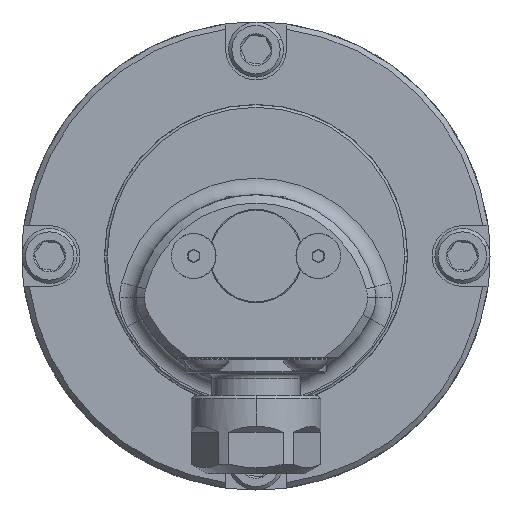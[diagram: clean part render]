
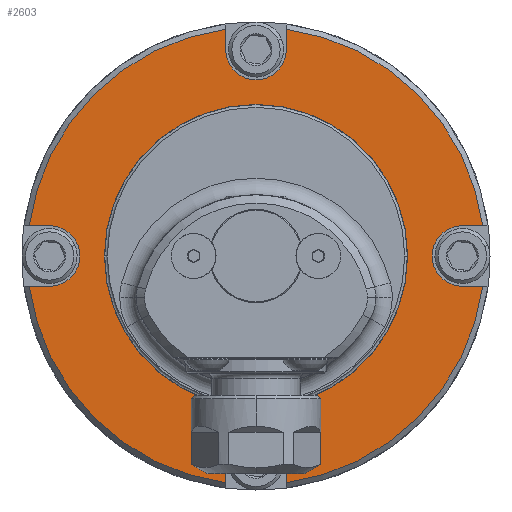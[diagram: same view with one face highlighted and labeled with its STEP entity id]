
A CAD part, front view. The second image highlights one B-rep face of the part: STEP entity #2603.
In plain terms, the highlighted planar face has unit normal (0, -1, 0).
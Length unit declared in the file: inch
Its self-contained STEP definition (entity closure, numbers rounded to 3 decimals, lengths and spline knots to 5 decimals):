
#2603=ADVANCED_FACE('',(#5323,#5324),#5325,.F.);
#5323=FACE_BOUND('',#9724,.T.);
#5324=FACE_OUTER_BOUND('',#9725,.T.);
#5325=PLANE('',#9726);
#9724=EDGE_LOOP('',(#16583,#16584));
#9725=EDGE_LOOP('',(#16585,#16586,#16587,#16588,#16589,#16590,#16591,#16592,#16593,#16594,#16595,#16596,#16597,#16598,#16599,#16600,#16601,#16602));
#9726=AXIS2_PLACEMENT_3D('',#16603,#16604,#16605);
#16583=ORIENTED_EDGE('',*,*,#20450,.F.);
#16584=ORIENTED_EDGE('',*,*,#18220,.F.);
#16585=ORIENTED_EDGE('',*,*,#20472,.F.);
#16586=ORIENTED_EDGE('',*,*,#20473,.F.);
#16587=ORIENTED_EDGE('',*,*,#20429,.T.);
#16588=ORIENTED_EDGE('',*,*,#20474,.F.);
#16589=ORIENTED_EDGE('',*,*,#20475,.F.);
#16590=ORIENTED_EDGE('',*,*,#18187,.F.);
#16591=ORIENTED_EDGE('',*,*,#20476,.F.);
#16592=ORIENTED_EDGE('',*,*,#20436,.T.);
#16593=ORIENTED_EDGE('',*,*,#20477,.F.);
#16594=ORIENTED_EDGE('',*,*,#20478,.F.);
#16595=ORIENTED_EDGE('',*,*,#20479,.F.);
#16596=ORIENTED_EDGE('',*,*,#20442,.T.);
#16597=ORIENTED_EDGE('',*,*,#20480,.F.);
#16598=ORIENTED_EDGE('',*,*,#18190,.F.);
#16599=ORIENTED_EDGE('',*,*,#20481,.F.);
#16600=ORIENTED_EDGE('',*,*,#20482,.F.);
#16601=ORIENTED_EDGE('',*,*,#20469,.T.);
#16602=ORIENTED_EDGE('',*,*,#20483,.F.);
#16603=CARTESIAN_POINT('',(0.0,-0.375,1.2975));
#16604=DIRECTION('',(0.0,1.0,0.));
#16605=DIRECTION('',(-1.0,0.0,0.0));
#18187=EDGE_CURVE('',#21244,#21240,#21246,.T.);
#18190=EDGE_CURVE('',#21248,#21251,#21252,.T.);
#18220=EDGE_CURVE('',#21301,#21297,#21303,.T.);
#20429=EDGE_CURVE('',#24436,#24437,#24438,.T.);
#20436=EDGE_CURVE('',#24447,#24448,#24449,.T.);
#20442=EDGE_CURVE('',#24455,#24456,#24457,.T.);
#20450=EDGE_CURVE('',#21297,#21301,#24465,.T.);
#20469=EDGE_CURVE('',#24491,#24489,#24492,.T.);
#20472=EDGE_CURVE('',#24495,#24496,#24497,.T.);
#20473=EDGE_CURVE('',#24436,#24495,#24498,.T.);
#20474=EDGE_CURVE('',#24499,#24437,#24500,.T.);
#20475=EDGE_CURVE('',#21240,#24499,#24501,.T.);
#20476=EDGE_CURVE('',#24447,#21244,#24502,.T.);
#20477=EDGE_CURVE('',#24503,#24448,#24504,.T.);
#20478=EDGE_CURVE('',#24505,#24503,#24506,.T.);
#20479=EDGE_CURVE('',#24455,#24505,#24507,.T.);
#20480=EDGE_CURVE('',#21251,#24456,#24508,.T.);
#20481=EDGE_CURVE('',#24509,#21248,#24510,.T.);
#20482=EDGE_CURVE('',#24491,#24509,#24511,.T.);
#20483=EDGE_CURVE('',#24496,#24489,#24512,.T.);
#21240=VERTEX_POINT('',#25641);
#21244=VERTEX_POINT('',#25646);
#21246=CIRCLE('',#25649,0.172);
#21248=VERTEX_POINT('',#25651);
#21251=VERTEX_POINT('',#25655);
#21252=CIRCLE('',#25656,0.172);
#21297=VERTEX_POINT('',#25712);
#21301=VERTEX_POINT('',#25717);
#21303=CIRCLE('',#25720,0.86);
#24436=VERTEX_POINT('',#33446);
#24437=VERTEX_POINT('',#33447);
#24438=CIRCLE('',#33448,1.2975);
#24447=VERTEX_POINT('',#33467);
#24448=VERTEX_POINT('',#33468);
#24449=CIRCLE('',#33469,1.2975);
#24455=VERTEX_POINT('',#33485);
#24456=VERTEX_POINT('',#33486);
#24457=CIRCLE('',#33487,1.2975);
#24465=CIRCLE('',#33505,0.86);
#24489=VERTEX_POINT('',#33533);
#24491=VERTEX_POINT('',#33540);
#24492=CIRCLE('',#33541,1.2975);
#24495=VERTEX_POINT('',#33549);
#24496=VERTEX_POINT('',#33550);
#24497=CIRCLE('',#33551,0.172);
#24498=LINE('',#33552,#33553);
#24499=VERTEX_POINT('',#33554);
#24500=LINE('',#33555,#33556);
#24501=CIRCLE('',#33557,0.172);
#24502=LINE('',#33558,#33559);
#24503=VERTEX_POINT('',#33560);
#24504=LINE('',#33561,#33562);
#24505=VERTEX_POINT('',#33563);
#24506=CIRCLE('',#33564,0.172);
#24507=LINE('',#33565,#33566);
#24508=LINE('',#33567,#33568);
#24509=VERTEX_POINT('',#33569);
#24510=CIRCLE('',#33570,0.172);
#24511=LINE('',#33571,#33572);
#24512=LINE('',#33573,#33574);
#25641=CARTESIAN_POINT('',(-0.999,-0.375,0.));
#25646=CARTESIAN_POINT('',(-1.171,-0.375,-0.172));
#25649=AXIS2_PLACEMENT_3D('',#34659,#34660,#34661);
#25651=CARTESIAN_POINT('',(0.999,-0.375,0.));
#25655=CARTESIAN_POINT('',(1.171,-0.375,-0.172));
#25656=AXIS2_PLACEMENT_3D('',#34663,#34664,#34665);
#25712=CARTESIAN_POINT('',(0.86,-0.375,0.));
#25717=CARTESIAN_POINT('',(-0.86,-0.375,0.));
#25720=AXIS2_PLACEMENT_3D('',#34715,#34716,#34717);
#33446=CARTESIAN_POINT('',(-0.172,-0.375,1.28605));
#33447=CARTESIAN_POINT('',(-1.28605,-0.375,0.172));
#33448=AXIS2_PLACEMENT_3D('',#37460,#37461,#37462);
#33467=CARTESIAN_POINT('',(-1.28605,-0.375,-0.172));
#33468=CARTESIAN_POINT('',(-0.172,-0.375,-1.28605));
#33469=AXIS2_PLACEMENT_3D('',#37469,#37470,#37471);
#33485=CARTESIAN_POINT('',(0.172,-0.375,-1.28605));
#33486=CARTESIAN_POINT('',(1.28605,-0.375,-0.172));
#33487=AXIS2_PLACEMENT_3D('',#37475,#37476,#37477);
#33505=AXIS2_PLACEMENT_3D('',#37484,#37485,#37486);
#33533=CARTESIAN_POINT('',(0.172,-0.375,1.28605));
#33540=CARTESIAN_POINT('',(1.28605,-0.375,0.172));
#33541=AXIS2_PLACEMENT_3D('',#37512,#37513,#37514);
#33549=CARTESIAN_POINT('',(-0.172,-0.375,1.171));
#33550=CARTESIAN_POINT('',(0.172,-0.375,1.171));
#33551=AXIS2_PLACEMENT_3D('',#37515,#37516,#37517);
#33552=CARTESIAN_POINT('',(-0.172,-0.375,1.171));
#33553=VECTOR('',#37518,39.37008);
#33554=CARTESIAN_POINT('',(-1.171,-0.375,0.172));
#33555=CARTESIAN_POINT('',(-1.171,-0.375,0.172));
#33556=VECTOR('',#37519,39.37008);
#33557=AXIS2_PLACEMENT_3D('',#37520,#37521,#37522);
#33558=CARTESIAN_POINT('',(-1.171,-0.375,-0.172));
#33559=VECTOR('',#37523,39.37008);
#33560=CARTESIAN_POINT('',(-0.172,-0.375,-1.171));
#33561=CARTESIAN_POINT('',(-0.172,-0.375,-1.171));
#33562=VECTOR('',#37524,39.37008);
#33563=CARTESIAN_POINT('',(0.172,-0.375,-1.171));
#33564=AXIS2_PLACEMENT_3D('',#37525,#37526,#37527);
#33565=CARTESIAN_POINT('',(0.172,-0.375,-1.171));
#33566=VECTOR('',#37528,39.37008);
#33567=CARTESIAN_POINT('',(1.171,-0.375,-0.172));
#33568=VECTOR('',#37529,39.37008);
#33569=CARTESIAN_POINT('',(1.171,-0.375,0.172));
#33570=AXIS2_PLACEMENT_3D('',#37530,#37531,#37532);
#33571=CARTESIAN_POINT('',(1.171,-0.375,0.172));
#33572=VECTOR('',#37533,39.37008);
#33573=CARTESIAN_POINT('',(0.172,-0.375,1.171));
#33574=VECTOR('',#37534,39.37008);
#34659=CARTESIAN_POINT('',(-1.171,-0.375,0.));
#34660=DIRECTION('',(0.0,-1.0,0.));
#34661=DIRECTION('',(1.0,0.0,0.0));
#34663=CARTESIAN_POINT('',(1.171,-0.375,0.));
#34664=DIRECTION('',(0.0,-1.0,0.));
#34665=DIRECTION('',(1.0,0.0,0.0));
#34715=CARTESIAN_POINT('',(0.0,-0.375,0.));
#34716=DIRECTION('',(0.0,-1.0,0.));
#34717=DIRECTION('',(1.0,0.0,0.0));
#37460=CARTESIAN_POINT('',(0.0,-0.375,0.));
#37461=DIRECTION('',(0.0,-1.0,0.));
#37462=DIRECTION('',(1.0,0.0,0.0));
#37469=CARTESIAN_POINT('',(0.0,-0.375,0.));
#37470=DIRECTION('',(0.0,-1.0,0.));
#37471=DIRECTION('',(1.0,0.0,0.0));
#37475=CARTESIAN_POINT('',(0.0,-0.375,0.));
#37476=DIRECTION('',(0.0,-1.0,0.));
#37477=DIRECTION('',(1.0,0.0,0.0));
#37484=CARTESIAN_POINT('',(0.0,-0.375,0.));
#37485=DIRECTION('',(0.0,-1.0,0.));
#37486=DIRECTION('',(1.0,0.0,0.0));
#37512=CARTESIAN_POINT('',(0.0,-0.375,0.));
#37513=DIRECTION('',(0.0,-1.0,0.));
#37514=DIRECTION('',(1.0,0.0,0.0));
#37515=CARTESIAN_POINT('',(0.,-0.375,1.171));
#37516=DIRECTION('',(0.0,-1.0,0.));
#37517=DIRECTION('',(1.0,0.0,0.0));
#37518=DIRECTION('',(0.,0.,-1.0));
#37519=DIRECTION('',(-1.0,0.,0.));
#37520=CARTESIAN_POINT('',(-1.171,-0.375,0.));
#37521=DIRECTION('',(0.0,-1.0,0.));
#37522=DIRECTION('',(1.0,0.0,0.0));
#37523=DIRECTION('',(1.0,0.,0.));
#37524=DIRECTION('',(0.,0.,-1.0));
#37525=CARTESIAN_POINT('',(0.,-0.375,-1.171));
#37526=DIRECTION('',(0.0,-1.0,0.));
#37527=DIRECTION('',(1.0,0.0,0.0));
#37528=DIRECTION('',(0.,0.,1.0));
#37529=DIRECTION('',(1.0,0.0,0.0));
#37530=CARTESIAN_POINT('',(1.171,-0.375,0.));
#37531=DIRECTION('',(0.0,-1.0,0.));
#37532=DIRECTION('',(1.0,0.0,0.0));
#37533=DIRECTION('',(-1.0,0.0,-0.0));
#37534=DIRECTION('',(0.,0.,1.0));
